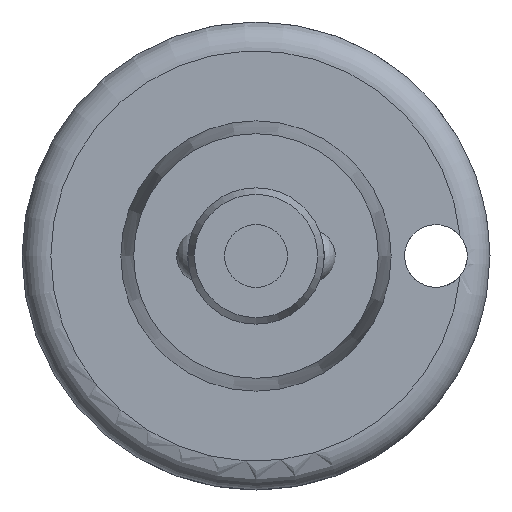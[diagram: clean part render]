
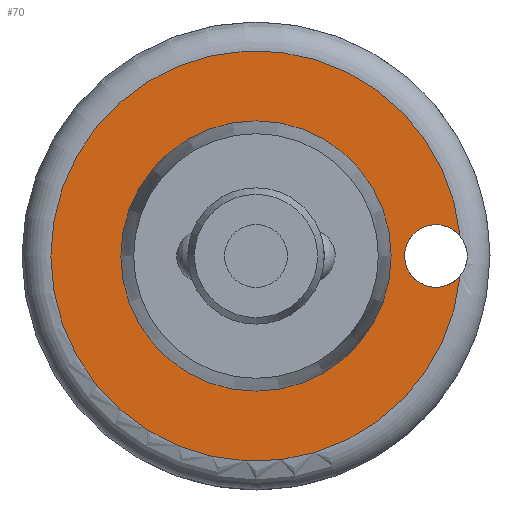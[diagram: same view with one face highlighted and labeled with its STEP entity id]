
A CAD part, front view. The second image highlights one B-rep face of the part: STEP entity #70.
In plain terms, the highlighted planar face has unit normal (0, -1, 0).
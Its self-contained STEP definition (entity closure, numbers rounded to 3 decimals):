
#70 = ADVANCED_FACE( '', ( #154, #155 ), #156, .F. );
#154 = FACE_OUTER_BOUND( '', #241, .T. );
#155 = FACE_BOUND( '', #242, .T. );
#156 = PLANE( '', #243 );
#241 = EDGE_LOOP( '', ( #352, #353 ) );
#242 = EDGE_LOOP( '', ( #354 ) );
#243 = AXIS2_PLACEMENT_3D( '', #355, #356, #357 );
#352 = ORIENTED_EDGE( '', *, *, #399, .F. );
#353 = ORIENTED_EDGE( '', *, *, #404, .T. );
#354 = ORIENTED_EDGE( '', *, *, #420, .T. );
#355 = CARTESIAN_POINT( '', ( -5.95, 15.88, 0. ) );
#356 = DIRECTION( '', ( 0., 1., 0. ) );
#357 = DIRECTION( '', ( -1., 0., 0. ) );
#399 = EDGE_CURVE( '', #442, #443, #445, .T. );
#404 = EDGE_CURVE( '', #442, #443, #453, .T. );
#420 = EDGE_CURVE( '', #477, #477, #478, .T. );
#442 = VERTEX_POINT( '', #543 );
#443 = VERTEX_POINT( '', #544 );
#445 = CIRCLE( '', #555, 9.03 );
#453 = CIRCLE( '', #590, 1.38 );
#477 = VERTEX_POINT( '', #614 );
#478 = CIRCLE( '', #615, 5.95 );
#543 = CARTESIAN_POINT( '', ( 8.988, 15.88, -0.874 ) );
#544 = CARTESIAN_POINT( '', ( 8.988, 15.88, 0.874 ) );
#555 = AXIS2_PLACEMENT_3D( '', #676, #677, #678 );
#590 = AXIS2_PLACEMENT_3D( '', #685, #686, #687 );
#614 = CARTESIAN_POINT( '', ( -5.95, 15.88, 0. ) );
#615 = AXIS2_PLACEMENT_3D( '', #715, #716, #717 );
#676 = CARTESIAN_POINT( '', ( 0., 15.88, 0. ) );
#677 = DIRECTION( '', ( 0., 1., 0. ) );
#678 = DIRECTION( '', ( -1., 0., 0. ) );
#685 = CARTESIAN_POINT( '', ( 7.92, 15.88, 0. ) );
#686 = DIRECTION( '', ( 0., 1., 0. ) );
#687 = DIRECTION( '', ( -1., 0., 0. ) );
#715 = CARTESIAN_POINT( '', ( 0., 15.88, 0. ) );
#716 = DIRECTION( '', ( 0., 1., 0. ) );
#717 = DIRECTION( '', ( -1., 0., 0. ) );
